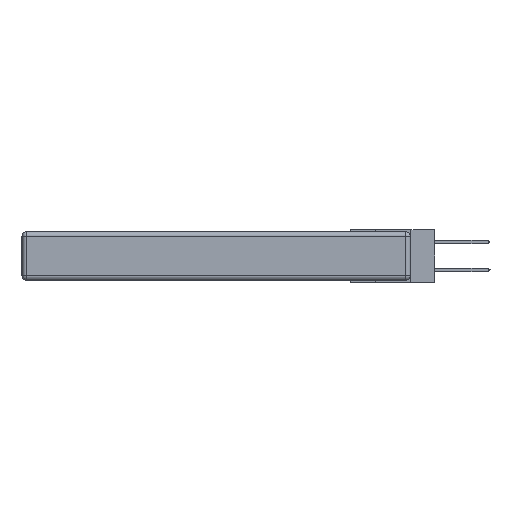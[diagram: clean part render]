
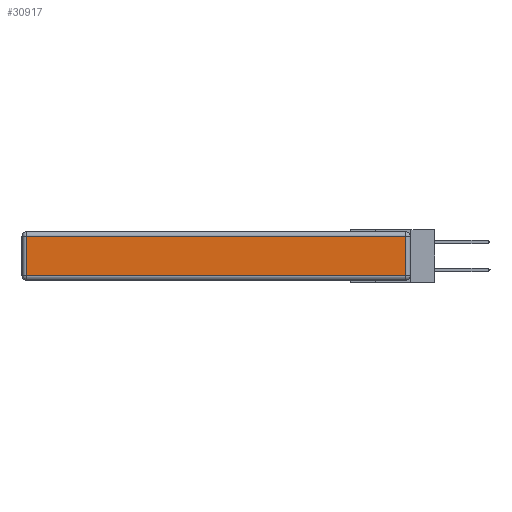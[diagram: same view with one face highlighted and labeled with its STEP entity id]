
A CAD part, left-side view. The second image highlights one B-rep face of the part: STEP entity #30917.
In plain terms, the highlighted planar face has unit normal (-1, 0, 0).
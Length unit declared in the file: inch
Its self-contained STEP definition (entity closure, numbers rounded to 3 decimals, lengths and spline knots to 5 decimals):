
#203 = VECTOR ( 'NONE', #8497, 39.37008 ) ;
#845 = VECTOR ( 'NONE', #20243, 39.37008 ) ;
#2990 = VERTEX_POINT ( 'NONE', #12378 ) ;
#3043 = PLANE ( 'NONE',  #22868 ) ;
#4478 = CARTESIAN_POINT ( 'NONE',  ( 0., 0.03, -0.343 ) ) ;
#4925 = VERTEX_POINT ( 'NONE', #9039 ) ;
#5154 = DIRECTION ( 'NONE',  ( 0., 1., 0. ) ) ;
#5817 = CARTESIAN_POINT ( 'NONE',  ( 0., 2.72, -0.03 ) ) ;
#7413 = CARTESIAN_POINT ( 'NONE',  ( 0., 2.72, -0.343 ) ) ;
#8152 = DIRECTION ( 'NONE',  ( 0., 0., -1. ) ) ;
#8416 = DIRECTION ( 'NONE',  ( -1., 0., 0. ) ) ;
#8497 = DIRECTION ( 'NONE',  ( 0., -1., 0. ) ) ;
#8917 = VERTEX_POINT ( 'NONE', #33751 ) ;
#9039 = CARTESIAN_POINT ( 'NONE',  ( 0., 0.03, -0.313 ) ) ;
#10270 = VERTEX_POINT ( 'NONE', #5817 ) ;
#10339 = FACE_OUTER_BOUND ( 'NONE', #31854, .T. ) ;
#10367 = LINE ( 'NONE', #7413, #33524 ) ;
#12378 = CARTESIAN_POINT ( 'NONE',  ( 0., 0.03, -0.03 ) ) ;
#15072 = VECTOR ( 'NONE', #5154, 39.37008 ) ;
#16845 = ORIENTED_EDGE ( 'NONE', *, *, #33009, .T. ) ;
#18166 = LINE ( 'NONE', #27639, #15072 ) ;
#19494 = CARTESIAN_POINT ( 'NONE',  ( 0., 0., -0.313 ) ) ;
#20243 = DIRECTION ( 'NONE',  ( 0., 0., 1. ) ) ;
#21654 = EDGE_CURVE ( 'NONE', #8917, #4925, #29003, .T. ) ;
#22433 = CARTESIAN_POINT ( 'NONE',  ( 0., 0., -0.343 ) ) ;
#22868 = AXIS2_PLACEMENT_3D ( 'NONE', #22433, #8416, #30477 ) ;
#24353 = ORIENTED_EDGE ( 'NONE', *, *, #28548, .T. ) ;
#27541 = LINE ( 'NONE', #4478, #845 ) ;
#27639 = CARTESIAN_POINT ( 'NONE',  ( 0., 2.75, -0.03 ) ) ;
#28548 = EDGE_CURVE ( 'NONE', #4925, #2990, #27541, .T. ) ;
#29003 = LINE ( 'NONE', #19494, #203 ) ;
#29391 = EDGE_CURVE ( 'NONE', #10270, #8917, #10367, .T. ) ;
#30477 = DIRECTION ( 'NONE',  ( 0., 0., 1. ) ) ;
#30917 = ADVANCED_FACE ( 'NONE', ( #10339 ), #3043, .T. ) ;
#31854 = EDGE_LOOP ( 'NONE', ( #33769, #24353, #16845, #34948 ) ) ;
#33009 = EDGE_CURVE ( 'NONE', #2990, #10270, #18166, .T. ) ;
#33524 = VECTOR ( 'NONE', #8152, 39.37008 ) ;
#33751 = CARTESIAN_POINT ( 'NONE',  ( 0., 2.72, -0.313 ) ) ;
#33769 = ORIENTED_EDGE ( 'NONE', *, *, #21654, .T. ) ;
#34948 = ORIENTED_EDGE ( 'NONE', *, *, #29391, .T. ) ;
